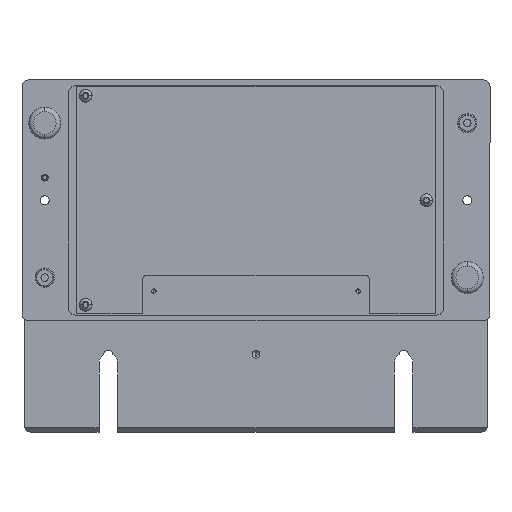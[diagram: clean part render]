
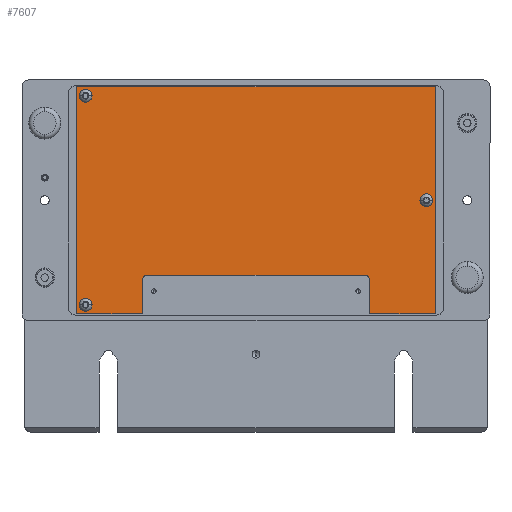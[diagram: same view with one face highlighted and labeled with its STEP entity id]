
A CAD part, front view. The second image highlights one B-rep face of the part: STEP entity #7607.
In plain terms, the highlighted planar face has unit normal (0, -1, 0).
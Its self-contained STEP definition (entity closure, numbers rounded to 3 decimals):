
#270 = LINE ( 'NONE', #12489, #13488 ) ;
#423 = AXIS2_PLACEMENT_3D ( 'NONE', #6980, #1574, #5379 ) ;
#728 = CARTESIAN_POINT ( 'NONE',  ( 75., 0., 1.6 ) ) ;
#731 = VERTEX_POINT ( 'NONE', #10775 ) ;
#813 = LINE ( 'NONE', #5079, #18711 ) ;
#891 = CARTESIAN_POINT ( 'NONE',  ( -75., 0., -47.6 ) ) ;
#1055 = LINE ( 'NONE', #5883, #20134 ) ;
#1574 = DIRECTION ( 'NONE',  ( 0., 1., 0. ) ) ;
#1619 = CARTESIAN_POINT ( 'NONE',  ( 75., 0., 0. ) ) ;
#1634 = EDGE_CURVE ( 'NONE', #5019, #12146, #813, .T. ) ;
#1730 = LINE ( 'NONE', #9925, #20223 ) ;
#1851 = DIRECTION ( 'NONE',  ( 0., 0., -1. ) ) ;
#1995 = VECTOR ( 'NONE', #1851, 1000. ) ;
#2110 = FACE_BOUND ( 'NONE', #18354, .T. ) ;
#2226 = LINE ( 'NONE', #16855, #2790 ) ;
#2388 = EDGE_CURVE ( 'NONE', #13186, #9799, #23837, .T. ) ;
#2611 = VERTEX_POINT ( 'NONE', #6333 ) ;
#2663 = EDGE_CURVE ( 'NONE', #731, #2611, #2226, .T. ) ;
#2669 = EDGE_CURVE ( 'NONE', #16865, #16159, #1055, .T. ) ;
#2790 = VECTOR ( 'NONE', #9367, 1000. ) ;
#2876 = AXIS2_PLACEMENT_3D ( 'NONE', #10764, #16176, #6975 ) ;
#3043 = EDGE_CURVE ( 'NONE', #21925, #9670, #16655, .T. ) ;
#3065 = DIRECTION ( 'NONE',  ( 0., 0., 1. ) ) ;
#3261 = LINE ( 'NONE', #7998, #15097 ) ;
#3389 = CARTESIAN_POINT ( 'NONE',  ( 50., 0., -35. ) ) ;
#3663 = ORIENTED_EDGE ( 'NONE', *, *, #19084, .F. ) ;
#3790 = EDGE_LOOP ( 'NONE', ( #8210, #21306, #5920, #12826, #5033, #3663, #23854, #14671, #22049, #7392 ) ) ;
#4396 = DIRECTION ( 'NONE',  ( 0., -1., 0. ) ) ;
#4535 = DIRECTION ( 'NONE',  ( 0., 0., -1. ) ) ;
#4550 = AXIS2_PLACEMENT_3D ( 'NONE', #23513, #21624, #8940 ) ;
#4661 = AXIS2_PLACEMENT_3D ( 'NONE', #9982, #4396, #15131 ) ;
#4698 = EDGE_CURVE ( 'NONE', #12146, #16865, #12223, .T. ) ;
#4851 = CARTESIAN_POINT ( 'NONE',  ( -75., 0., 46. ) ) ;
#5019 = VERTEX_POINT ( 'NONE', #16482 ) ;
#5033 = ORIENTED_EDGE ( 'NONE', *, *, #2669, .T. ) ;
#5079 = CARTESIAN_POINT ( 'NONE',  ( -48., 0., -33. ) ) ;
#5171 = EDGE_CURVE ( 'NONE', #12202, #19102, #3261, .T. ) ;
#5239 = CARTESIAN_POINT ( 'NONE',  ( 79., 0., -50. ) ) ;
#5379 = DIRECTION ( 'NONE',  ( 0., 0., -1. ) ) ;
#5444 = DIRECTION ( 'NONE',  ( 0., 1., 0. ) ) ;
#5883 = CARTESIAN_POINT ( 'NONE',  ( 50., 0., -50. ) ) ;
#5920 = ORIENTED_EDGE ( 'NONE', *, *, #1634, .T. ) ;
#5953 = VERTEX_POINT ( 'NONE', #15524 ) ;
#6288 = DIRECTION ( 'NONE',  ( 0., 0., 1. ) ) ;
#6333 = CARTESIAN_POINT ( 'NONE',  ( 79., 0., 50. ) ) ;
#6714 = CIRCLE ( 'NONE', #20302, 1.6 ) ;
#6742 = FACE_BOUND ( 'NONE', #10848, .T. ) ;
#6896 = EDGE_CURVE ( 'NONE', #9799, #13186, #15025, .T. ) ;
#6975 = DIRECTION ( 'NONE',  ( 0., 0., -1. ) ) ;
#6980 = CARTESIAN_POINT ( 'NONE',  ( -48., 0., -35. ) ) ;
#7090 = ORIENTED_EDGE ( 'NONE', *, *, #3043, .T. ) ;
#7098 = DIRECTION ( 'NONE',  ( 0., 1., 0. ) ) ;
#7392 = ORIENTED_EDGE ( 'NONE', *, *, #15227, .F. ) ;
#7495 = CARTESIAN_POINT ( 'NONE',  ( 50., 0., -50. ) ) ;
#7497 = CARTESIAN_POINT ( 'NONE',  ( 79., 0., 50. ) ) ;
#7607 = ADVANCED_FACE ( 'NONE', ( #21485, #2110, #6742, #16569 ), #9826, .T. ) ;
#7998 = CARTESIAN_POINT ( 'NONE',  ( -50., 0., -50. ) ) ;
#8210 = ORIENTED_EDGE ( 'NONE', *, *, #5171, .T. ) ;
#8488 = LINE ( 'NONE', #11074, #14001 ) ;
#8604 = DIRECTION ( 'NONE',  ( -1., 0., 0. ) ) ;
#8940 = DIRECTION ( 'NONE',  ( 0., 0., 1. ) ) ;
#9156 = DIRECTION ( 'NONE',  ( -1., 0., 0. ) ) ;
#9367 = DIRECTION ( 'NONE',  ( 1., 0., 0. ) ) ;
#9616 = DIRECTION ( 'NONE',  ( 0., 0., -1. ) ) ;
#9670 = VERTEX_POINT ( 'NONE', #728 ) ;
#9799 = VERTEX_POINT ( 'NONE', #891 ) ;
#9826 = PLANE ( 'NONE',  #4661 ) ;
#9925 = CARTESIAN_POINT ( 'NONE',  ( -79., 0., 50. ) ) ;
#9982 = CARTESIAN_POINT ( 'NONE',  ( -79., 0., -50. ) ) ;
#10014 = EDGE_CURVE ( 'NONE', #11891, #731, #1730, .T. ) ;
#10649 = DIRECTION ( 'NONE',  ( 1., 0., 0. ) ) ;
#10718 = ORIENTED_EDGE ( 'NONE', *, *, #2388, .T. ) ;
#10764 = CARTESIAN_POINT ( 'NONE',  ( 48., 0., -35. ) ) ;
#10775 = CARTESIAN_POINT ( 'NONE',  ( -79., 0., 50. ) ) ;
#10848 = EDGE_LOOP ( 'NONE', ( #16948, #7090 ) ) ;
#11074 = CARTESIAN_POINT ( 'NONE',  ( -79., 0., -50. ) ) ;
#11623 = AXIS2_PLACEMENT_3D ( 'NONE', #1619, #7098, #3065 ) ;
#11891 = VERTEX_POINT ( 'NONE', #23194 ) ;
#11953 = CIRCLE ( 'NONE', #16887, 1.6 ) ;
#12146 = VERTEX_POINT ( 'NONE', #18227 ) ;
#12202 = VERTEX_POINT ( 'NONE', #23600 ) ;
#12223 = CIRCLE ( 'NONE', #2876, 2. ) ;
#12489 = CARTESIAN_POINT ( 'NONE',  ( -79., 0., -50. ) ) ;
#12500 = EDGE_LOOP ( 'NONE', ( #10718, #14194 ) ) ;
#12700 = CARTESIAN_POINT ( 'NONE',  ( 75., 0., 0. ) ) ;
#12826 = ORIENTED_EDGE ( 'NONE', *, *, #4698, .T. ) ;
#13186 = VERTEX_POINT ( 'NONE', #22693 ) ;
#13488 = VECTOR ( 'NONE', #8604, 1000. ) ;
#13589 = CARTESIAN_POINT ( 'NONE',  ( -75., 0., 46. ) ) ;
#13765 = ORIENTED_EDGE ( 'NONE', *, *, #16555, .T. ) ;
#13996 = CARTESIAN_POINT ( 'NONE',  ( 75., 0., -1.6 ) ) ;
#14001 = VECTOR ( 'NONE', #9156, 1000. ) ;
#14194 = ORIENTED_EDGE ( 'NONE', *, *, #6896, .T. ) ;
#14414 = LINE ( 'NONE', #7497, #1995 ) ;
#14671 = ORIENTED_EDGE ( 'NONE', *, *, #2663, .F. ) ;
#15025 = CIRCLE ( 'NONE', #23778, 1.6 ) ;
#15097 = VECTOR ( 'NONE', #15504, 1000. ) ;
#15131 = DIRECTION ( 'NONE',  ( 0., 0., -1. ) ) ;
#15227 = EDGE_CURVE ( 'NONE', #12202, #11891, #8488, .T. ) ;
#15504 = DIRECTION ( 'NONE',  ( 0., 0., 1. ) ) ;
#15524 = CARTESIAN_POINT ( 'NONE',  ( -75., 0., 47.6 ) ) ;
#15738 = DIRECTION ( 'NONE',  ( 0., 1., 0. ) ) ;
#15985 = EDGE_CURVE ( 'NONE', #5953, #21988, #11953, .T. ) ;
#16028 = EDGE_CURVE ( 'NONE', #9670, #21925, #18889, .T. ) ;
#16159 = VERTEX_POINT ( 'NONE', #7495 ) ;
#16176 = DIRECTION ( 'NONE',  ( 0., 1., 0. ) ) ;
#16255 = DIRECTION ( 'NONE',  ( 0., 0., 1. ) ) ;
#16482 = CARTESIAN_POINT ( 'NONE',  ( -48., 0., -33. ) ) ;
#16555 = EDGE_CURVE ( 'NONE', #21988, #5953, #6714, .T. ) ;
#16569 = FACE_BOUND ( 'NONE', #12500, .T. ) ;
#16655 = CIRCLE ( 'NONE', #20966, 1.6 ) ;
#16855 = CARTESIAN_POINT ( 'NONE',  ( -79., 0., 50. ) ) ;
#16865 = VERTEX_POINT ( 'NONE', #3389 ) ;
#16887 = AXIS2_PLACEMENT_3D ( 'NONE', #4851, #17769, #4535 ) ;
#16948 = ORIENTED_EDGE ( 'NONE', *, *, #16028, .T. ) ;
#17347 = ORIENTED_EDGE ( 'NONE', *, *, #15985, .T. ) ;
#17769 = DIRECTION ( 'NONE',  ( 0., 1., 0. ) ) ;
#18227 = CARTESIAN_POINT ( 'NONE',  ( 48., 0., -33. ) ) ;
#18354 = EDGE_LOOP ( 'NONE', ( #17347, #13765 ) ) ;
#18711 = VECTOR ( 'NONE', #10649, 1000. ) ;
#18745 = EDGE_CURVE ( 'NONE', #2611, #20996, #14414, .T. ) ;
#18882 = DIRECTION ( 'NONE',  ( 0., 0., 1. ) ) ;
#18889 = CIRCLE ( 'NONE', #11623, 1.6 ) ;
#19068 = CIRCLE ( 'NONE', #423, 2. ) ;
#19084 = EDGE_CURVE ( 'NONE', #20996, #16159, #270, .T. ) ;
#19102 = VERTEX_POINT ( 'NONE', #21533 ) ;
#19406 = CARTESIAN_POINT ( 'NONE',  ( -75., 0., 44.4 ) ) ;
#19674 = EDGE_CURVE ( 'NONE', #19102, #5019, #19068, .T. ) ;
#20134 = VECTOR ( 'NONE', #9616, 1000. ) ;
#20223 = VECTOR ( 'NONE', #6288, 1000. ) ;
#20273 = DIRECTION ( 'NONE',  ( 0., 1., 0. ) ) ;
#20302 = AXIS2_PLACEMENT_3D ( 'NONE', #13589, #15738, #21089 ) ;
#20514 = CARTESIAN_POINT ( 'NONE',  ( -75., 0., -46. ) ) ;
#20966 = AXIS2_PLACEMENT_3D ( 'NONE', #12700, #5444, #16255 ) ;
#20996 = VERTEX_POINT ( 'NONE', #5239 ) ;
#21089 = DIRECTION ( 'NONE',  ( 0., 0., -1. ) ) ;
#21306 = ORIENTED_EDGE ( 'NONE', *, *, #19674, .T. ) ;
#21485 = FACE_OUTER_BOUND ( 'NONE', #3790, .T. ) ;
#21533 = CARTESIAN_POINT ( 'NONE',  ( -50., 0., -35. ) ) ;
#21624 = DIRECTION ( 'NONE',  ( 0., 1., 0. ) ) ;
#21925 = VERTEX_POINT ( 'NONE', #13996 ) ;
#21988 = VERTEX_POINT ( 'NONE', #19406 ) ;
#22049 = ORIENTED_EDGE ( 'NONE', *, *, #10014, .F. ) ;
#22693 = CARTESIAN_POINT ( 'NONE',  ( -75., 0., -44.4 ) ) ;
#23194 = CARTESIAN_POINT ( 'NONE',  ( -79., 0., -50. ) ) ;
#23513 = CARTESIAN_POINT ( 'NONE',  ( -75., 0., -46. ) ) ;
#23600 = CARTESIAN_POINT ( 'NONE',  ( -50., 0., -50. ) ) ;
#23778 = AXIS2_PLACEMENT_3D ( 'NONE', #20514, #20273, #18882 ) ;
#23837 = CIRCLE ( 'NONE', #4550, 1.6 ) ;
#23854 = ORIENTED_EDGE ( 'NONE', *, *, #18745, .F. ) ;
